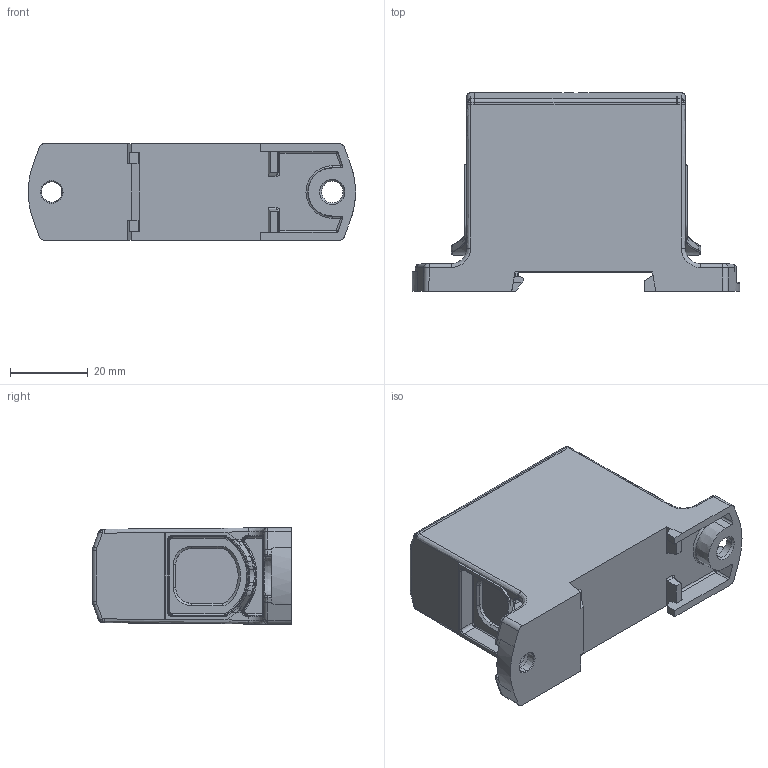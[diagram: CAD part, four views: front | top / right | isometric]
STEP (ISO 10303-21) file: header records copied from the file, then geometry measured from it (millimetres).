
FILE_DESCRIPTION(('Creo Elements/Direct Modeling STEP Export'),'2;1');
FILE_NAME('VC05-0019_OTL 1x95 Grey.stp','2023-03-01T13:15:18',(''),(''),'Creo Elements/Direct Modeling STEP processor for AP214 (Solid Model)','Creo Elements/Direct Modeling 20.1D 10-Oct-2020 (C) Parametric Technology GmbH','');
FILE_SCHEMA(('AUTOMOTIVE_DESIGN { 1 0 10303 214 1 1 1 1 }'));
Products named in the file (1): KOTELO_1x95
Bounding box: 83.95 x 51 x 24.84 mm (x, y, z)
Volume: 62810.7 mm3; surface area: 14483.6 mm2
Topology: 1 solids, 1 shells, 1385 faces, 3800 edges, 2438 vertices
Faces by surface type: plane 991, cylinder 170, bspline 169, cone 35, torus 14, sphere 6
Entity records: 54078 total; most frequent: CARTESIAN_POINT 20905, ORIENTED_EDGE 7580, DIRECTION 5850, EDGE_CURVE 3790, VECTOR 2988, LINE 2988, VERTEX_POINT 2438, AXIS2_PLACEMENT_3D 1431
